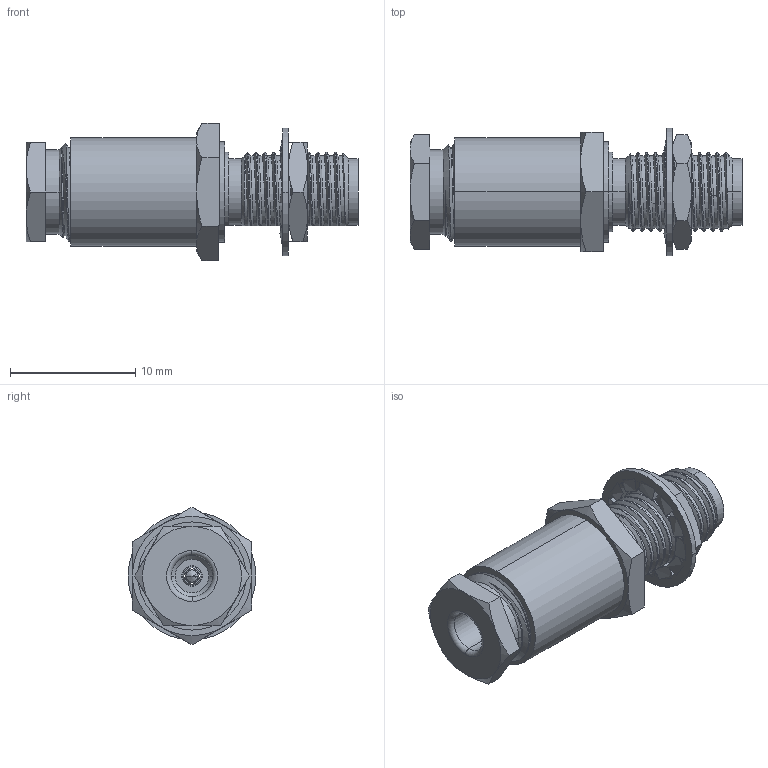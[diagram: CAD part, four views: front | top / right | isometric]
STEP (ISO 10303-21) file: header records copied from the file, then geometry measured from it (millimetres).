
FILE_DESCRIPTION((''),'2;1');
FILE_NAME('901-173','2014-01-16T',('Mohan'),(''),'PRO/ENGINEER BY PARAMETRIC TECHNOLOGY CORPORATION, 2010100','PRO/ENGINEER BY PARAMETRIC TECHNOLOGY CORPORATION, 2010100','');
FILE_SCHEMA(('CONFIG_CONTROL_DESIGN'));
Length unit declared in the file: millimetre
Products named in the file (1): 901-173
Bounding box: 26.54 x 10.21 x 11 mm (x, y, z)
Surface area: 1286.5 mm2 (no closed solid volume)
Topology: 0 solids, 12 shells, 195 faces, 654 edges, 470 vertices
Faces by surface type: bspline 65, cylinder 46, plane 41, cone 41, torus 2
Entity records: 20548 total; most frequent: CARTESIAN_POINT 15440, ORIENTED_EDGE 1077, DIRECTION 842, EDGE_CURVE 652, VERTEX_POINT 470, AXIS2_PLACEMENT_3D 287, VECTOR 268, LINE 268
